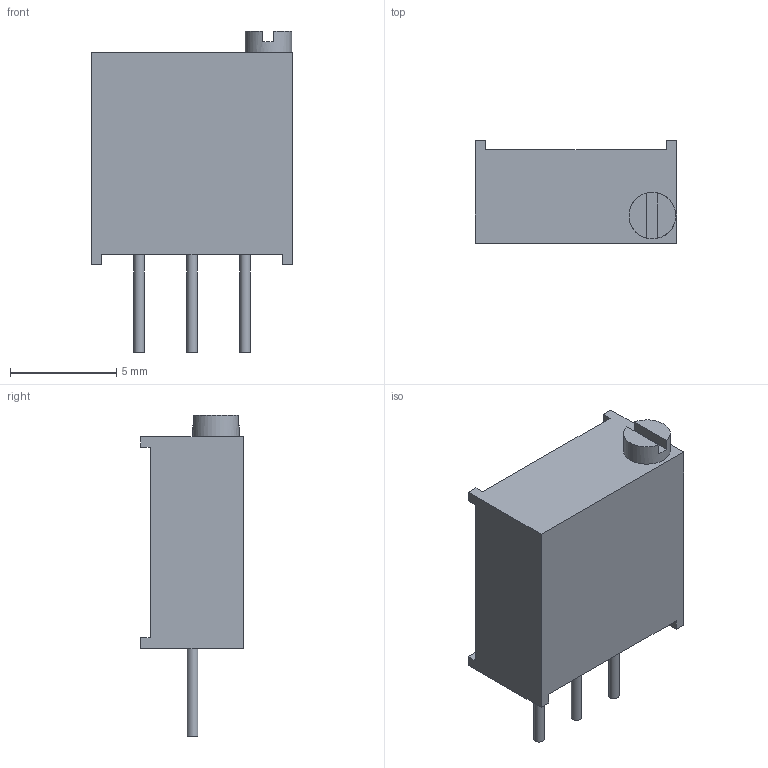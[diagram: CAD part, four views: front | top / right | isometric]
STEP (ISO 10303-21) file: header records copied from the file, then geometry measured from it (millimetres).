
FILE_DESCRIPTION(('FreeCAD Model'),'2;1');
FILE_NAME('Open CASCADE Shape Model','2023-02-20T16:09:48',('Author'),( ''),'Open CASCADE STEP processor 7.5','FreeCAD','Unknown');
FILE_SCHEMA(('AUTOMOTIVE_DESIGN { 1 0 10303 214 1 1 1 1 }'));
Length unit declared in the file: millimetre
Products named in the file (4): Unnamed; Body; Screw; Pins
Assembly tree (3 placements, depth 2):
  Unnamed
    Body
    Screw
    Pins
Bounding box: 9.5 x 4.85 x 15.15 mm (x, y, z)
Volume: 416.2 mm3; surface area: 467.9 mm2
Topology: 3 solids, 3 shells, 43 faces, 98 edges, 64 vertices
Faces by surface type: plane 39, cylinder 4
Full cylindrical faces by diameter (mm): 0.5 x3, 2.2 x1
Entity records: 2569 total; most frequent: CARTESIAN_POINT 423, DIRECTION 397, LINE 270, VECTOR 270, ORIENTED_EDGE 196, PCURVE 196, DEFINITIONAL_REPRESENTATION 196, EDGE_CURVE 98
